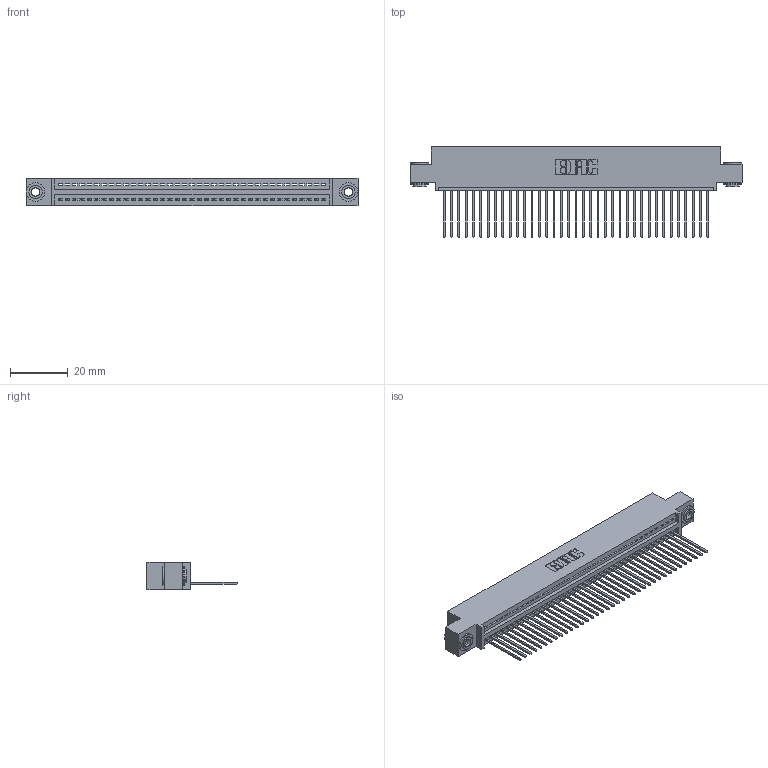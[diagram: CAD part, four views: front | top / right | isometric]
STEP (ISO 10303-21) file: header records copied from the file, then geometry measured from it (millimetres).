
FILE_DESCRIPTION (( 'STEP AP203' ), '1' );
FILE_NAME ('395-037-542-403.STEP', '2019-10-21T23:53:25', ( '' ), ( '' ), 'SwSTEP 2.0', 'SolidWorks 2016', '' );
FILE_SCHEMA (( 'CONFIG_CONTROL_DESIGN' ));
Length unit declared in the file: inch
Products named in the file (4): 345 Part_0.110 Offset - 0.156 Dia-TH; 345-250-002_345-250-002-102; 345-292-001_345-293-142; 395-037-542-403
Assembly tree (40 placements, depth 2):
  395-037-542-403
    345 Part_0.110 Offset - 0.156 Dia-TH
    345-292-001_345-293-142  x37
    345-250-002_345-250-002-102  x2
Bounding box: 115.19 x 31.29 x 9.4 mm (x, y, z)
Volume: 10928.2 mm3; surface area: 15271.6 mm2
Topology: 40 solids, 40 shells, 2314 faces, 6941 edges, 4574 vertices
Faces by surface type: plane 1574, cylinder 732, cone 8
Entity records: 29320 total; most frequent: CARTESIAN_POINT 5058, ORIENTED_EDGE 5022, DIRECTION 4455, EDGE_CURVE 2511, LINE 2207, VECTOR 2207, VERTEX_POINT 1670, AXIS2_PLACEMENT_3D 1124
